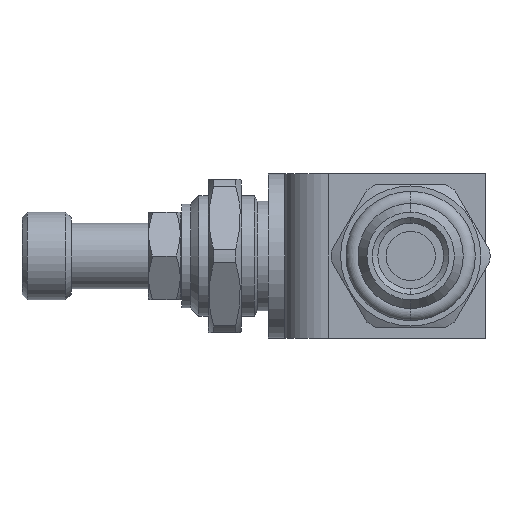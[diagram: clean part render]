
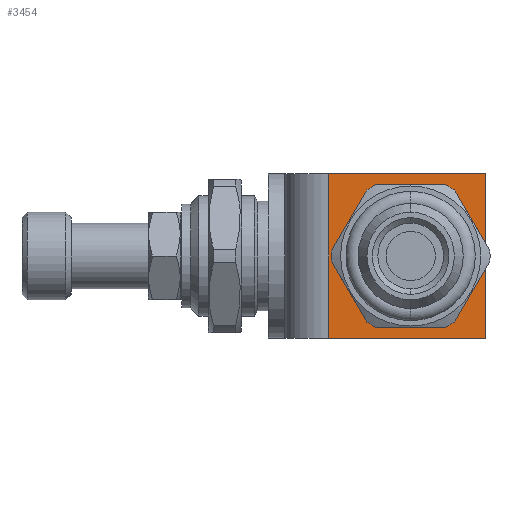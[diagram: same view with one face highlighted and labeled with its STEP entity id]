
A CAD part, left-side view. The second image highlights one B-rep face of the part: STEP entity #3454.
In plain terms, the highlighted planar face has unit normal (-1, 0, 0).
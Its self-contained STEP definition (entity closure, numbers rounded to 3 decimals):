
#664 = CIRCLE ( 'NONE', #666, 6. ) ;
#666 = AXIS2_PLACEMENT_3D ( 'NONE', #1547, #1548, #1549 ) ;
#970 = VECTOR ( 'NONE', #8135, 1000. ) ;
#974 = VECTOR ( 'NONE', #8144, 1000. ) ;
#976 = VECTOR ( 'NONE', #8148, 1000. ) ;
#977 = VECTOR ( 'NONE', #8150, 1000. ) ;
#1070 = PLANE ( 'NONE',  #4697 ) ;
#1071 = CARTESIAN_POINT ( 'NONE',  ( -11.5, 14.3, 7.5 ) ) ;
#1072 = DIRECTION ( 'NONE',  ( 1., 0., 0. ) ) ;
#1073 = DIRECTION ( 'NONE',  ( 0., 0., -1. ) ) ;
#1387 = CARTESIAN_POINT ( 'NONE',  ( -11.5, 0., -7.5 ) ) ;
#1391 = CARTESIAN_POINT ( 'NONE',  ( -11.5, 14.3, -7.5 ) ) ;
#1404 = CARTESIAN_POINT ( 'NONE',  ( -11.5, 14.3, 7.5 ) ) ;
#1406 = CARTESIAN_POINT ( 'NONE',  ( -11.5, 0., 7.5 ) ) ;
#1547 = CARTESIAN_POINT ( 'NONE',  ( -11.5, 6.8, 0. ) ) ;
#1548 = DIRECTION ( 'NONE',  ( -1., 0., 0. ) ) ;
#1549 = DIRECTION ( 'NONE',  ( 0., 0., -1. ) ) ;
#1605 = AXIS2_PLACEMENT_3D ( 'NONE', #5149, #5056, #5068 ) ;
#1646 = CIRCLE ( 'NONE', #1605, 6. ) ;
#2163 = VERTEX_POINT ( 'NONE', #2484 ) ;
#2180 = VERTEX_POINT ( 'NONE', #5116 ) ;
#2374 = EDGE_CURVE ( 'NONE', #2180, #2163, #1646, .T. ) ;
#2484 = CARTESIAN_POINT ( 'NONE',  ( -11.5, 6.8, 6. ) ) ;
#3454 = ADVANCED_FACE ( 'NONE', ( #3872, #3873 ), #1070, .F. ) ;
#3872 = FACE_OUTER_BOUND ( 'NONE', #4324, .T. ) ;
#3873 = FACE_BOUND ( 'NONE', #4261, .T. ) ;
#4261 = EDGE_LOOP ( 'NONE', ( #4828, #4827 ) ) ;
#4324 = EDGE_LOOP ( 'NONE', ( #4823, #4825, #4824, #4826 ) ) ;
#4426 = VERTEX_POINT ( 'NONE', #1387 ) ;
#4430 = VERTEX_POINT ( 'NONE', #1391 ) ;
#4443 = VERTEX_POINT ( 'NONE', #1404 ) ;
#4445 = VERTEX_POINT ( 'NONE', #1406 ) ;
#4697 = AXIS2_PLACEMENT_3D ( 'NONE', #1071, #1072, #1073 ) ;
#4715 = LINE ( 'NONE', #8134, #970 ) ;
#4718 = LINE ( 'NONE', #8143, #974 ) ;
#4720 = LINE ( 'NONE', #8147, #976 ) ;
#4721 = LINE ( 'NONE', #8149, #977 ) ;
#4823 = ORIENTED_EDGE ( 'NONE', *, *, #7385, .T. ) ;
#4824 = ORIENTED_EDGE ( 'NONE', *, *, #7379, .F. ) ;
#4825 = ORIENTED_EDGE ( 'NONE', *, *, #7383, .F. ) ;
#4826 = ORIENTED_EDGE ( 'NONE', *, *, #7386, .T. ) ;
#4827 = ORIENTED_EDGE ( 'NONE', *, *, #2374, .F. ) ;
#4828 = ORIENTED_EDGE ( 'NONE', *, *, #6525, .F. ) ;
#5056 = DIRECTION ( 'NONE',  ( -1., 0., 0. ) ) ;
#5068 = DIRECTION ( 'NONE',  ( 0., 0., -1. ) ) ;
#5116 = CARTESIAN_POINT ( 'NONE',  ( -11.5, 6.8, -6. ) ) ;
#5149 = CARTESIAN_POINT ( 'NONE',  ( -11.5, 6.8, 0. ) ) ;
#6525 = EDGE_CURVE ( 'NONE', #2163, #2180, #664, .T. ) ;
#7379 = EDGE_CURVE ( 'NONE', #4443, #4445, #4715, .T. ) ;
#7383 = EDGE_CURVE ( 'NONE', #4445, #4426, #4718, .T. ) ;
#7385 = EDGE_CURVE ( 'NONE', #4430, #4426, #4720, .T. ) ;
#7386 = EDGE_CURVE ( 'NONE', #4443, #4430, #4721, .T. ) ;
#8134 = CARTESIAN_POINT ( 'NONE',  ( -11.5, 14.3, 7.5 ) ) ;
#8135 = DIRECTION ( 'NONE',  ( 0., -1., 0. ) ) ;
#8143 = CARTESIAN_POINT ( 'NONE',  ( -11.5, 0., 7.5 ) ) ;
#8144 = DIRECTION ( 'NONE',  ( 0., 0., -1. ) ) ;
#8147 = CARTESIAN_POINT ( 'NONE',  ( -11.5, 14.3, -7.5 ) ) ;
#8148 = DIRECTION ( 'NONE',  ( 0., -1., 0. ) ) ;
#8149 = CARTESIAN_POINT ( 'NONE',  ( -11.5, 14.3, 7.5 ) ) ;
#8150 = DIRECTION ( 'NONE',  ( 0., 0., -1. ) ) ;
